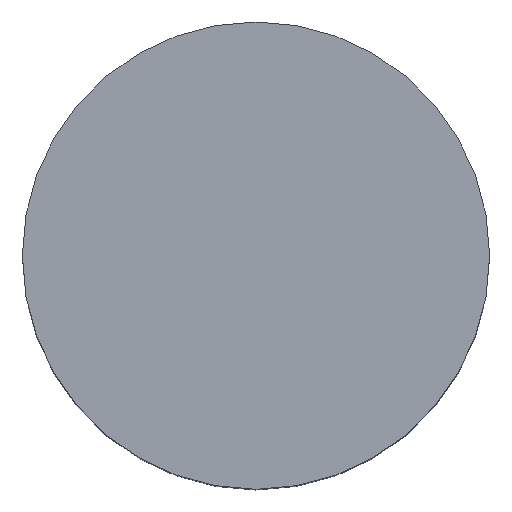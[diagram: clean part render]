
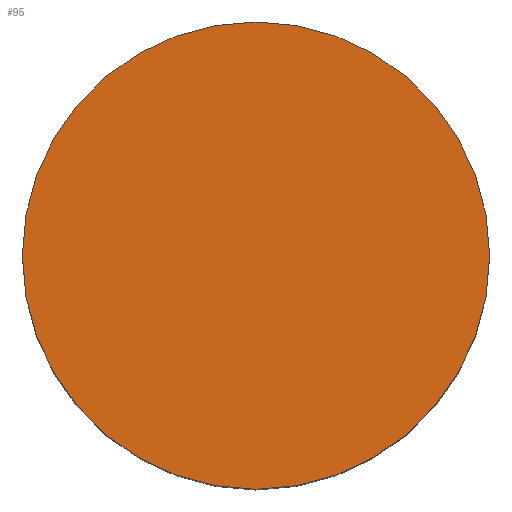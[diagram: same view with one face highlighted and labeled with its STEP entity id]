
A CAD part, top view. The second image highlights one B-rep face of the part: STEP entity #95.
In plain terms, the highlighted planar face has unit normal (0, 0, 1).
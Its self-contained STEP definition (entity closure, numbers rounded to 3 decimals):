
#7 = EDGE_CURVE ( 'NONE', #46, #240, #19, .T. ) ;
#19 = CIRCLE ( 'NONE', #199, 2.25 ) ;
#24 = ORIENTED_EDGE ( 'NONE', *, *, #7, .T. ) ;
#46 = VERTEX_POINT ( 'NONE', #241 ) ;
#47 = PLANE ( 'NONE',  #160 ) ;
#50 = DIRECTION ( 'NONE',  ( 0., 0., 1. ) ) ;
#63 = CARTESIAN_POINT ( 'NONE',  ( 0., 0., 4. ) ) ;
#72 = CARTESIAN_POINT ( 'NONE',  ( 2.25, 0., 4. ) ) ;
#79 = ORIENTED_EDGE ( 'NONE', *, *, #231, .T. ) ;
#90 = CARTESIAN_POINT ( 'NONE',  ( 0., 0., 4. ) ) ;
#95 = ADVANCED_FACE ( 'NONE', ( #224 ), #47, .T. ) ;
#118 = DIRECTION ( 'NONE',  ( 0., 0., 1. ) ) ;
#127 = AXIS2_PLACEMENT_3D ( 'NONE', #90, #118, #251 ) ;
#128 = DIRECTION ( 'NONE',  ( 0., 0., 1. ) ) ;
#131 = DIRECTION ( 'NONE',  ( 1., 0., 0. ) ) ;
#152 = CARTESIAN_POINT ( 'NONE',  ( 0., 0., 4. ) ) ;
#160 = AXIS2_PLACEMENT_3D ( 'NONE', #152, #128, #131 ) ;
#199 = AXIS2_PLACEMENT_3D ( 'NONE', #63, #50, #226 ) ;
#224 = FACE_OUTER_BOUND ( 'NONE', #237, .T. ) ;
#226 = DIRECTION ( 'NONE',  ( 1., 0., 0. ) ) ;
#231 = EDGE_CURVE ( 'NONE', #240, #46, #244, .T. ) ;
#237 = EDGE_LOOP ( 'NONE', ( #24, #79 ) ) ;
#240 = VERTEX_POINT ( 'NONE', #72 ) ;
#241 = CARTESIAN_POINT ( 'NONE',  ( -2.25, 0., 4. ) ) ;
#244 = CIRCLE ( 'NONE', #127, 2.25 ) ;
#251 = DIRECTION ( 'NONE',  ( 1., 0., 0. ) ) ;
